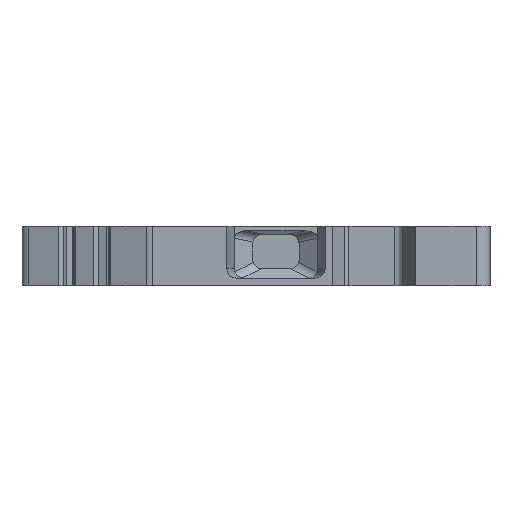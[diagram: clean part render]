
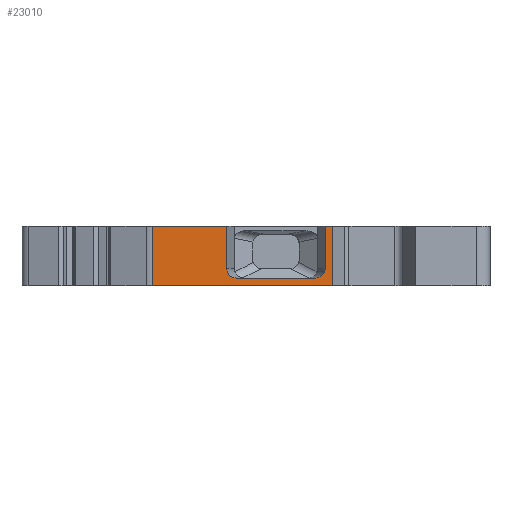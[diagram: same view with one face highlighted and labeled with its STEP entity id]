
A CAD part, left-side view. The second image highlights one B-rep face of the part: STEP entity #23010.
In plain terms, the highlighted face is planar.
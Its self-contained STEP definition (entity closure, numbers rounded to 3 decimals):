
#3080=CARTESIAN_POINT('',(0.,106.06,-5.45));
#3090=DIRECTION('',(1.,0.,0.));
#3100=VECTOR('',#3090,1.);
#3110=LINE('',#3080,#3100);
#3120=CARTESIAN_POINT('',(-168.759,106.06,-5.45));
#3130=VERTEX_POINT('',#3120);
#3140=CARTESIAN_POINT('',(-160.222,106.06,-5.45));
#3150=VERTEX_POINT('',#3140);
#3160=EDGE_CURVE('',#3130,#3150,#3110,.T.);
#6070=CARTESIAN_POINT('',(-177.801,106.06,-6.3))
;
#6080=DIRECTION('',(0.,0.,1.));
#6090=VECTOR('',#6080,1.);
#6100=LINE('',#6070,#6090);
#6110=CARTESIAN_POINT('',(-177.801,106.06,-6.3));
#6120=VERTEX_POINT('',#6110);
#6130=CARTESIAN_POINT('',(-177.801,106.06,0.15));
#6140=VERTEX_POINT('',#6130);
#6150=EDGE_CURVE('',#6120,#6140,#6100,.T.);
#9880=CARTESIAN_POINT('',(0.,106.06,-6.3));
#9890=DIRECTION('',(-1.,0.,0.));
#9900=VECTOR('',#9890,1.);
#9910=LINE('',#9880,#9900);
#9920=CARTESIAN_POINT('',(-158.341,106.06,
-6.3));
#9930=VERTEX_POINT('',#9920);
#9940=EDGE_CURVE('',#9930,#6120,#9910,.T.);
#20000=CARTESIAN_POINT('',(-158.341,106.06,0.));
#20010=DIRECTION('',(0.,0.,1.));
#20020=VECTOR('',#20010,1.);
#20030=LINE('',#20000,#20020);
#20040=CARTESIAN_POINT('',(-158.341,106.06,0.15));
#20050=VERTEX_POINT('',#20040);
#20060=EDGE_CURVE('',#9930,#20050,#20030,.T.);
#22440=CARTESIAN_POINT('',(-169.795,106.06,0.15));
#22450=DIRECTION('',(-0.,-1.,-0.));
#22460=DIRECTION('',(-1.,0.,0.));
#22470=AXIS2_PLACEMENT_3D('',#22440,#22450,#22460);
#22480=PLANE('',#22470);
#22490=ORIENTED_EDGE('',*,*,#20060,.T.);
#22500=ORIENTED_EDGE('',*,*,#9940,.F.);
#22510=ORIENTED_EDGE('',*,*,#6150,.F.);
#22520=CARTESIAN_POINT('',(0.,106.06,0.15));
#22530=DIRECTION('',(1.,0.,0.));
#22540=VECTOR('',#22530,1.);
#22550=LINE('',#22520,#22540);
#22560=CARTESIAN_POINT('',(-169.795,106.06,0.15));
#22570=VERTEX_POINT('',#22560);
#22580=EDGE_CURVE('',#6140,#22570,#22550,.T.);
#22590=ORIENTED_EDGE('',*,*,#22580,.F.);
#22600=CARTESIAN_POINT('',(-169.795,106.06,0.));
#22610=DIRECTION('',(0.,0.,1.));
#22620=VECTOR('',#22610,1.);
#22630=LINE('',#22600,#22620);
#22640=CARTESIAN_POINT('',(-169.795,106.06,-4.45));
#22650=VERTEX_POINT('',#22640);
#22660=EDGE_CURVE('',#22650,#22570,#22630,.T.);
#22670=ORIENTED_EDGE('',*,*,#22660,.T.);
#22680=CARTESIAN_POINT('',(-168.759,106.06,-4.45));
#22690=DIRECTION('',(0.,-1.,0.));
#22700=DIRECTION('',(-1.,0.,0.));
#22710=AXIS2_PLACEMENT_3D('',#22680,#22690,#22700);
#22720=ELLIPSE('',#22710,1.035,1.);
#22730=EDGE_CURVE('',#22650,#3130,#22720,.T.);
#22740=ORIENTED_EDGE('',*,*,#22730,.F.);
#22750=ORIENTED_EDGE('',*,*,#3160,.F.);
#22760=CARTESIAN_POINT('',(-160.222,106.06,-4.45));
#22770=DIRECTION('',(0.,-1.,0.));
#22780=DIRECTION('',(-1.,0.,0.));
#22790=AXIS2_PLACEMENT_3D('',#22760,#22770,#22780);
#22800=ELLIPSE('',#22790,1.035,1.);
#22810=CARTESIAN_POINT('',(-159.187,106.06,-4.45));
#22820=VERTEX_POINT('',#22810);
#22830=EDGE_CURVE('',#3150,#22820,#22800,.T.);
#22840=ORIENTED_EDGE('',*,*,#22830,.F.);
#22850=CARTESIAN_POINT('',(-159.187,106.06,0.));
#22860=DIRECTION('',(0.,0.,-1.));
#22870=VECTOR('',#22860,1.);
#22880=LINE('',#22850,#22870);
#22890=CARTESIAN_POINT('',(-159.187,106.06,0.15));
#22900=VERTEX_POINT('',#22890);
#22910=EDGE_CURVE('',#22900,#22820,#22880,.T.);
#22920=ORIENTED_EDGE('',*,*,#22910,.T.);
#22930=CARTESIAN_POINT('',(0.,106.06,0.15));
#22940=DIRECTION('',(-1.,0.,0.));
#22950=VECTOR('',#22940,1.);
#22960=LINE('',#22930,#22950);
#22970=EDGE_CURVE('',#20050,#22900,#22960,.T.);
#22980=ORIENTED_EDGE('',*,*,#22970,.T.);
#22990=EDGE_LOOP('',(#22980,#22920,#22840,#22750,#22740,#22670,#22590,
#22510,#22500,#22490));
#23000=FACE_OUTER_BOUND('',#22990,.T.);
#23010=ADVANCED_FACE('',(#23000),#22480,.T.);
